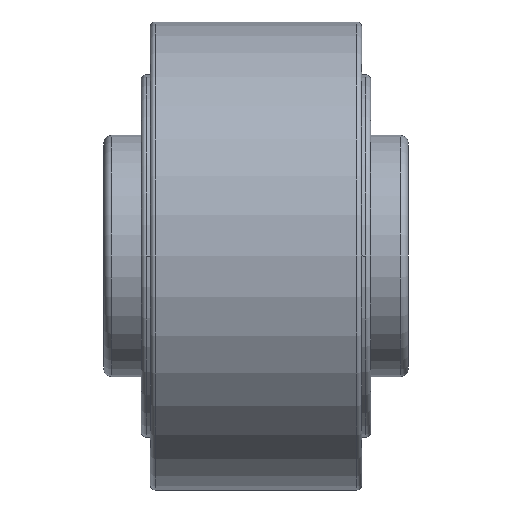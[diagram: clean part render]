
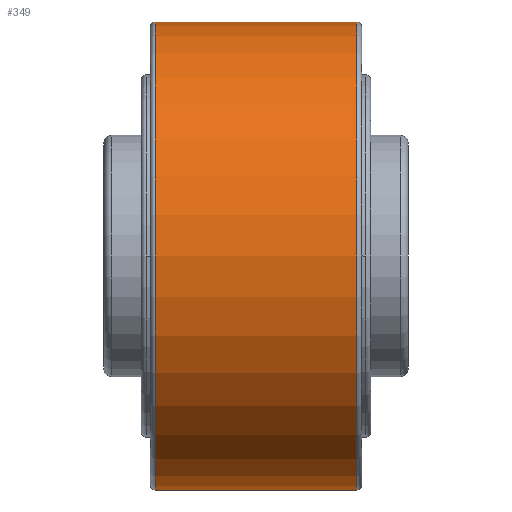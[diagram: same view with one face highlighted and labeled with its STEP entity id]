
A CAD part, front view. The second image highlights one B-rep face of the part: STEP entity #349.
In plain terms, the highlighted cylindrical face has radius 155 mm (diameter 310 mm), a partial arc.
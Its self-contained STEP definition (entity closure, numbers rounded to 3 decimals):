
#349=ADVANCED_FACE('',(#985),#986,.T.);
#985=FACE_OUTER_BOUND('',#1669,.T.);
#986=CYLINDRICAL_SURFACE('',#1670,155.0);
#1669=EDGE_LOOP('',(#3831,#3832,#3833,#3834,#3835,#3836));
#1670=AXIS2_PLACEMENT_3D('',#3837,#3838,#3839);
#3831=ORIENTED_EDGE('',*,*,#3985,.T.);
#3832=ORIENTED_EDGE('',*,*,#4607,.F.);
#3833=ORIENTED_EDGE('',*,*,#4606,.F.);
#3834=ORIENTED_EDGE('',*,*,#3987,.T.);
#3835=ORIENTED_EDGE('',*,*,#4603,.T.);
#3836=ORIENTED_EDGE('',*,*,#4602,.T.);
#3837=CARTESIAN_POINT('',(0.0,0.0,0.0));
#3838=DIRECTION('',(1.0,0.0,0.0));
#3839=DIRECTION('',(0.0,0.0,-1.0));
#3985=EDGE_CURVE('',#4790,#4791,#4792,.T.);
#3987=EDGE_CURVE('',#4795,#4793,#4796,.T.);
#4602=EDGE_CURVE('',#5777,#4790,#5778,.T.);
#4603=EDGE_CURVE('',#4793,#5777,#5779,.T.);
#4606=EDGE_CURVE('',#4795,#5783,#5784,.T.);
#4607=EDGE_CURVE('',#5783,#4791,#5785,.T.);
#4790=VERTEX_POINT('',#5857);
#4791=VERTEX_POINT('',#5858);
#4792=LINE('',#5859,#5860);
#4793=VERTEX_POINT('',#5861);
#4795=VERTEX_POINT('',#5863);
#4796=LINE('',#5864,#5865);
#5777=VERTEX_POINT('',#7143);
#5778=CIRCLE('',#7144,155.0);
#5779=CIRCLE('',#7145,155.0);
#5783=VERTEX_POINT('',#7149);
#5784=CIRCLE('',#7150,155.0);
#5785=CIRCLE('',#7151,155.0);
#5857=CARTESIAN_POINT('',(-66.9,0.,-155.0));
#5858=CARTESIAN_POINT('',(66.9,0.,-155.0));
#5859=CARTESIAN_POINT('',(0.0,0.,-155.0));
#5860=VECTOR('',#7267,1.0);
#5861=CARTESIAN_POINT('',(-66.9,0.,155.0));
#5863=CARTESIAN_POINT('',(66.9,0.,155.0));
#5864=CARTESIAN_POINT('',(0.0,0.,155.0));
#5865=VECTOR('',#7271,1.0);
#7143=CARTESIAN_POINT('',(-66.9,-155.0,0.));
#7144=AXIS2_PLACEMENT_3D('',#8580,#8581,#8582);
#7145=AXIS2_PLACEMENT_3D('',#8583,#8584,#8585);
#7149=CARTESIAN_POINT('',(66.9,-155.0,0.0));
#7150=AXIS2_PLACEMENT_3D('',#8592,#8593,#8594);
#7151=AXIS2_PLACEMENT_3D('',#8595,#8596,#8597);
#7267=DIRECTION('',(1.0,0.0,0.0));
#7271=DIRECTION('',(-1.0,-0.0,-0.0));
#8580=CARTESIAN_POINT('',(-66.9,0.,0.));
#8581=DIRECTION('',(1.0,0.0,0.0));
#8582=DIRECTION('',(0.0,0.0,-1.0));
#8583=CARTESIAN_POINT('',(-66.9,0.,0.));
#8584=DIRECTION('',(1.0,0.0,0.0));
#8585=DIRECTION('',(0.0,0.0,-1.0));
#8592=CARTESIAN_POINT('',(66.9,0.,0.0));
#8593=DIRECTION('',(1.0,0.0,0.0));
#8594=DIRECTION('',(0.0,0.0,-1.0));
#8595=CARTESIAN_POINT('',(66.9,0.,0.0));
#8596=DIRECTION('',(1.0,0.0,0.0));
#8597=DIRECTION('',(0.0,0.0,-1.0));
